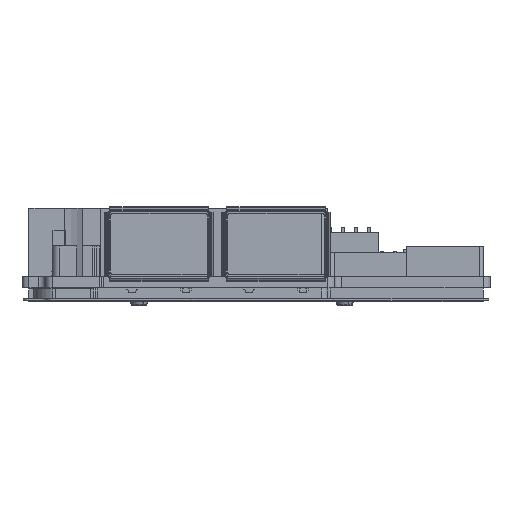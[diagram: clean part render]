
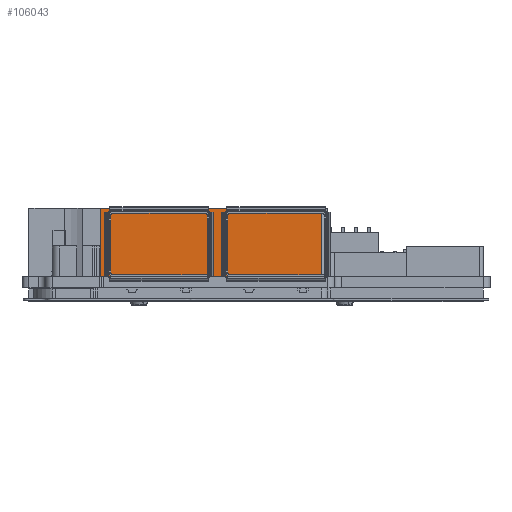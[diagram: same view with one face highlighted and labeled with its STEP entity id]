
A CAD part, front view. The second image highlights one B-rep face of the part: STEP entity #106043.
In plain terms, the highlighted planar face has unit normal (0, 1, 0).
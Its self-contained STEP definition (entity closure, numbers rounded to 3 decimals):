
#15328=LINE('',#173951,#28726);
#15329=LINE('',#173955,#28727);
#15330=LINE('',#173957,#28728);
#15331=LINE('',#173958,#28729);
#28726=VECTOR('',#138877,10.);
#28727=VECTOR('',#138882,32.);
#28728=VECTOR('',#138883,10.);
#28729=VECTOR('',#138884,32.);
#33236=PLANE('',#112630);
#39521=FACE_OUTER_BOUND('',#45102,.T.);
#45102=EDGE_LOOP('',(#100464,#100465,#100466,#100467));
#56099=VERTEX_POINT('',#173948);
#56100=VERTEX_POINT('',#173950);
#56101=VERTEX_POINT('',#173954);
#56102=VERTEX_POINT('',#173956);
#70936=EDGE_CURVE('',#56099,#56100,#15328,.T.);
#70938=EDGE_CURVE('',#56101,#56099,#15329,.T.);
#70939=EDGE_CURVE('',#56101,#56102,#15330,.T.);
#70940=EDGE_CURVE('',#56102,#56100,#15331,.T.);
#100464=ORIENTED_EDGE('',*,*,#70938,.F.);
#100465=ORIENTED_EDGE('',*,*,#70939,.T.);
#100466=ORIENTED_EDGE('',*,*,#70940,.T.);
#100467=ORIENTED_EDGE('',*,*,#70936,.F.);
#106043=ADVANCED_FACE('',(#39521),#33236,.F.);
#112630=AXIS2_PLACEMENT_3D('',#173953,#138880,#138881);
#138877=DIRECTION('',(0.,0.,1.));
#138880=DIRECTION('center_axis',(0.,-1.,0.));
#138881=DIRECTION('ref_axis',(1.,0.,0.));
#138882=DIRECTION('',(1.,0.,0.));
#138883=DIRECTION('',(0.,0.,1.));
#138884=DIRECTION('',(1.,0.,0.));
#173948=CARTESIAN_POINT('',(43.45,1.65,1.6));
#173950=CARTESIAN_POINT('',(43.45,1.65,11.6));
#173951=CARTESIAN_POINT('',(43.45,1.65,1.6));
#173953=CARTESIAN_POINT('Origin',(11.45,1.65,1.6));
#173954=CARTESIAN_POINT('',(11.45,1.65,1.6));
#173955=CARTESIAN_POINT('',(11.45,1.65,1.6));
#173956=CARTESIAN_POINT('',(11.45,1.65,11.6));
#173957=CARTESIAN_POINT('',(11.45,1.65,1.6));
#173958=CARTESIAN_POINT('',(11.45,1.65,11.6));
